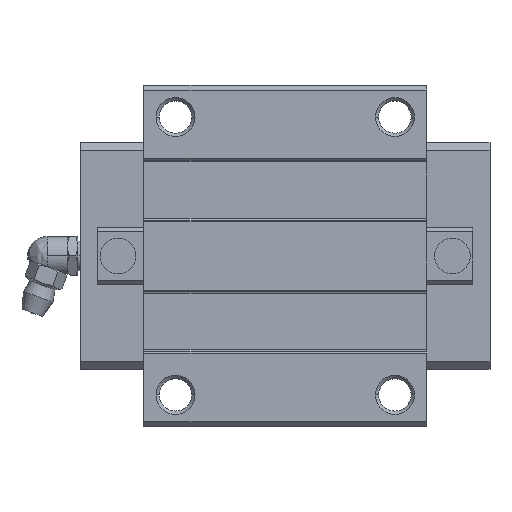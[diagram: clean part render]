
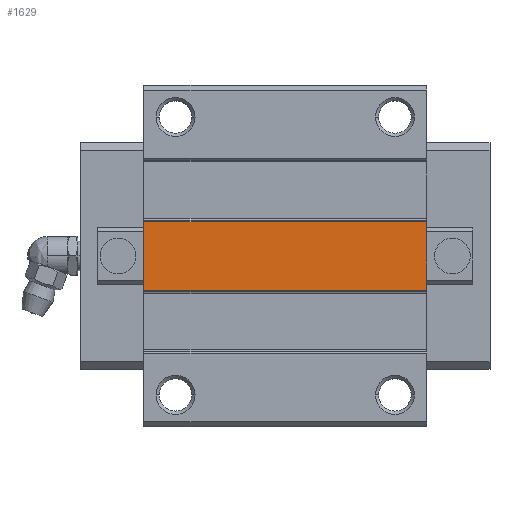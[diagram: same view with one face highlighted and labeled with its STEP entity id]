
A CAD part, top view. The second image highlights one B-rep face of the part: STEP entity #1629.
In plain terms, the highlighted planar face has unit normal (0, 0, 1).
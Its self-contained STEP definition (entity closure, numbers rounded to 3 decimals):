
#100 = CARTESIAN_POINT ( 'NONE',  ( 71., -0.072, 30.5 ) ) ;
#198 = VECTOR ( 'NONE', #6006, 1000. ) ;
#307 = EDGE_CURVE ( 'NONE', #1673, #6447, #5999, .T. ) ;
#745 = CARTESIAN_POINT ( 'NONE',  ( 13., -7.013, 30.5 ) ) ;
#928 = CARTESIAN_POINT ( 'NONE',  ( 13., 7., 30.5 ) ) ;
#1338 = DIRECTION ( 'NONE',  ( 1., 0., 0. ) ) ;
#1629 = ADVANCED_FACE ( 'FACE252', ( #4981 ), #4894, .T. ) ;
#1663 = LINE ( 'NONE', #928, #3868 ) ;
#1673 = VERTEX_POINT ( 'NONE', #4360 ) ;
#1969 = CARTESIAN_POINT ( 'NONE',  ( 13., -7.013, 30.5 ) ) ;
#2073 = VECTOR ( 'NONE', #3633, 1000. ) ;
#2316 = AXIS2_PLACEMENT_3D ( 'NONE', #5340, #4340, #1338 ) ;
#2533 = LINE ( 'NONE', #1969, #198 ) ;
#2814 = DIRECTION ( 'NONE',  ( 1., 0., 0. ) ) ;
#3173 = VERTEX_POINT ( 'NONE', #5602 ) ;
#3420 = EDGE_CURVE ( 'NONE', #4009, #3173, #1663, .T. ) ;
#3633 = DIRECTION ( 'NONE',  ( 0., 1., 0. ) ) ;
#3868 = VECTOR ( 'NONE', #3924, 1000. ) ;
#3869 = CARTESIAN_POINT ( 'NONE',  ( 71., 7., 30.5 ) ) ;
#3924 = DIRECTION ( 'NONE',  ( -1., 0., 0. ) ) ;
#3978 = EDGE_LOOP ( 'NONE', ( #5680, #6132, #5746, #4210 ) ) ;
#4009 = VERTEX_POINT ( 'NONE', #3869 ) ;
#4081 = CARTESIAN_POINT ( 'NONE',  ( 71., -7.013, 30.5 ) ) ;
#4210 = ORIENTED_EDGE ( 'NONE', *, *, #3420, .T. ) ;
#4340 = DIRECTION ( 'NONE',  ( 0., 0., 1. ) ) ;
#4349 = VECTOR ( 'NONE', #2814, 1000. ) ;
#4360 = CARTESIAN_POINT ( 'NONE',  ( 13., -7.013, 30.5 ) ) ;
#4894 = PLANE ( 'NONE',  #2316 ) ;
#4981 = FACE_OUTER_BOUND ( 'NONE', #3978, .T. ) ;
#5340 = CARTESIAN_POINT ( 'NONE',  ( 13., -7.013, 30.5 ) ) ;
#5602 = CARTESIAN_POINT ( 'NONE',  ( 13., 7., 30.5 ) ) ;
#5680 = ORIENTED_EDGE ( 'NONE', *, *, #5715, .T. ) ;
#5715 = EDGE_CURVE ( 'NONE', #3173, #1673, #2533, .T. ) ;
#5746 = ORIENTED_EDGE ( 'NONE', *, *, #5844, .T. ) ;
#5844 = EDGE_CURVE ( 'NONE', #6447, #4009, #6203, .T. ) ;
#5999 = LINE ( 'NONE', #745, #4349 ) ;
#6006 = DIRECTION ( 'NONE',  ( 0., -1., 0. ) ) ;
#6132 = ORIENTED_EDGE ( 'NONE', *, *, #307, .T. ) ;
#6203 = LINE ( 'NONE', #100, #2073 ) ;
#6447 = VERTEX_POINT ( 'NONE', #4081 ) ;
